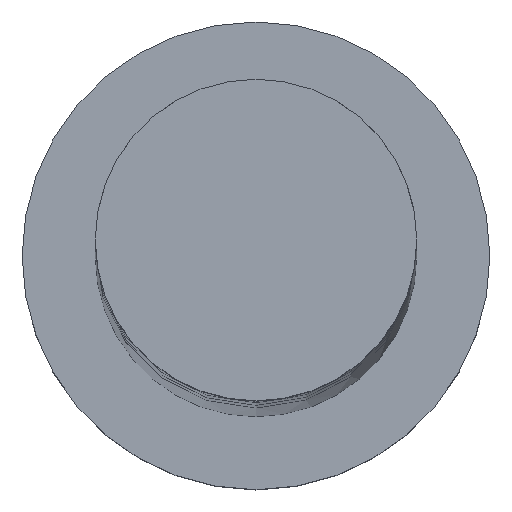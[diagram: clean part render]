
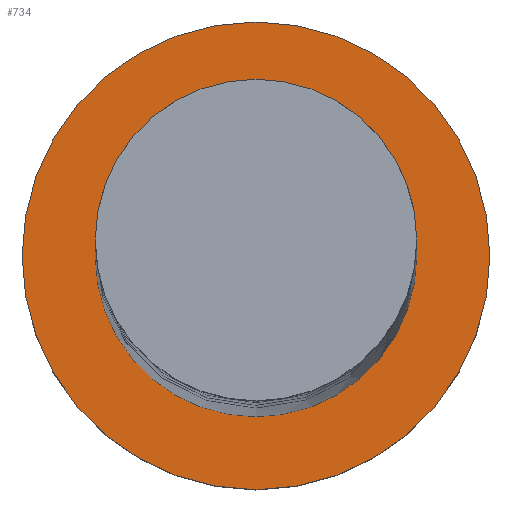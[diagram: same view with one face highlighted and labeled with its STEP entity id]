
A CAD part, top view. The second image highlights one B-rep face of the part: STEP entity #734.
In plain terms, the highlighted planar face has unit normal (0, 0, 1).
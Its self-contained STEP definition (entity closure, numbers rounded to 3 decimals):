
#137 = FACE_OUTER_BOUND ( 'NONE', #448, .T. ) ;
#203 = DIRECTION ( 'NONE',  ( 1., 0., 0. ) ) ;
#247 = ORIENTED_EDGE ( 'NONE', *, *, #1588, .F. ) ;
#266 = VERTEX_POINT ( 'NONE', #346 ) ;
#329 = DIRECTION ( 'NONE',  ( 0., 0., 1. ) ) ;
#332 = DIRECTION ( 'NONE',  ( 1., 0., 0. ) ) ;
#346 = CARTESIAN_POINT ( 'NONE',  ( -8., 0., 5. ) ) ;
#363 = CARTESIAN_POINT ( 'NONE',  ( 0., 0., 5. ) ) ;
#371 = DIRECTION ( 'NONE',  ( 0., 0., 1. ) ) ;
#443 = VERTEX_POINT ( 'NONE', #563 ) ;
#448 = EDGE_LOOP ( 'NONE', ( #1888, #715 ) ) ;
#451 = VERTEX_POINT ( 'NONE', #1161 ) ;
#453 = CIRCLE ( 'NONE', #844, 5.5 ) ;
#488 = AXIS2_PLACEMENT_3D ( 'NONE', #964, #1698, #332 ) ;
#563 = CARTESIAN_POINT ( 'NONE',  ( -5.5, 0., 5. ) ) ;
#575 = EDGE_CURVE ( 'NONE', #266, #1187, #1144, .T. ) ;
#583 = DIRECTION ( 'NONE',  ( 1., 0., 0. ) ) ;
#680 = ORIENTED_EDGE ( 'NONE', *, *, #880, .F. ) ;
#715 = ORIENTED_EDGE ( 'NONE', *, *, #1574, .T. ) ;
#734 = ADVANCED_FACE ( 'NONE', ( #1323, #137 ), #743, .T. ) ;
#743 = PLANE ( 'NONE',  #488 ) ;
#747 = CIRCLE ( 'NONE', #1830, 5.5 ) ;
#755 = DIRECTION ( 'NONE',  ( 0., 0., 1. ) ) ;
#844 = AXIS2_PLACEMENT_3D ( 'NONE', #1652, #1517, #1366 ) ;
#880 = EDGE_CURVE ( 'NONE', #443, #451, #747, .T. ) ;
#932 = DIRECTION ( 'NONE',  ( 1., 0., 0. ) ) ;
#964 = CARTESIAN_POINT ( 'NONE',  ( 0., 0., 5. ) ) ;
#1144 = CIRCLE ( 'NONE', #1483, 8. ) ;
#1161 = CARTESIAN_POINT ( 'NONE',  ( 5.5, 0., 5. ) ) ;
#1187 = VERTEX_POINT ( 'NONE', #1206 ) ;
#1206 = CARTESIAN_POINT ( 'NONE',  ( 8., 0., 5. ) ) ;
#1296 = AXIS2_PLACEMENT_3D ( 'NONE', #1837, #329, #932 ) ;
#1323 = FACE_BOUND ( 'NONE', #1642, .T. ) ;
#1352 = CARTESIAN_POINT ( 'NONE',  ( 0., 0., 5. ) ) ;
#1366 = DIRECTION ( 'NONE',  ( 1., 0., 0. ) ) ;
#1483 = AXIS2_PLACEMENT_3D ( 'NONE', #1352, #755, #583 ) ;
#1517 = DIRECTION ( 'NONE',  ( 0., 0., 1. ) ) ;
#1574 = EDGE_CURVE ( 'NONE', #1187, #266, #1637, .T. ) ;
#1588 = EDGE_CURVE ( 'NONE', #451, #443, #453, .T. ) ;
#1637 = CIRCLE ( 'NONE', #1296, 8. ) ;
#1642 = EDGE_LOOP ( 'NONE', ( #680, #247 ) ) ;
#1652 = CARTESIAN_POINT ( 'NONE',  ( 0., 0., 5. ) ) ;
#1698 = DIRECTION ( 'NONE',  ( 0., 0., 1. ) ) ;
#1830 = AXIS2_PLACEMENT_3D ( 'NONE', #363, #371, #203 ) ;
#1837 = CARTESIAN_POINT ( 'NONE',  ( 0., 0., 5. ) ) ;
#1888 = ORIENTED_EDGE ( 'NONE', *, *, #575, .T. ) ;
